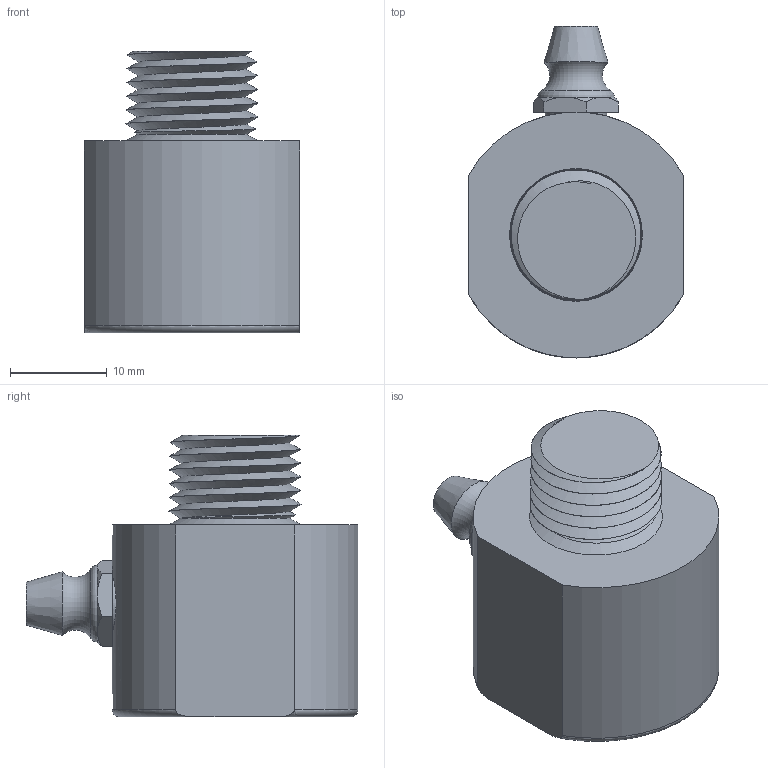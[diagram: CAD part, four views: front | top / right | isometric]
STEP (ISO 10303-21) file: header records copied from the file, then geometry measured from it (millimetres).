
FILE_DESCRIPTION(/* description */ (''),/* implementation_level */ '2;1');
FILE_NAME(/* name */ 'MH134-1A.stp',/* time_stamp */ '2017-05-05T17:54:15-04:00',/* author */ ('aneininger'),/* organization */ (''),/* preprocessor_version */ 'ST-DEVELOPER v16.5',/* originating_system */ 'Autodesk Inventor 2017',/* authorisation */ '');
FILE_SCHEMA (('AUTOMOTIVE_DESIGN { 1 0 10303 214 3 1 1 }'));
Length unit declared in the file: inch
Products named in the file (1): MH134-1A
Bounding box: 22.23 x 34.27 x 29.08 mm (x, y, z)
Volume: 10700.5 mm3; surface area: 3671.9 mm2
Topology: 1 solids, 1 shells, 37 faces, 85 edges, 52 vertices
Faces by surface type: plane 15, cylinder 7, cone 6, bspline 4, torus 4, sphere 1
Full cylindrical faces by diameter (mm): 2.159 x1
Entity records: 2855 total; most frequent: CARTESIAN_POINT 2043, ORIENTED_EDGE 152, DIRECTION 138, EDGE_CURVE 74, AXIS2_PLACEMENT_3D 55, VERTEX_POINT 49, EDGE_LOOP 47, STYLED_ITEM 38
